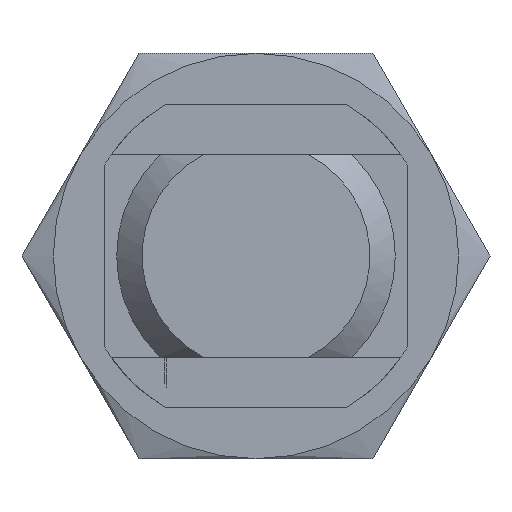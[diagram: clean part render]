
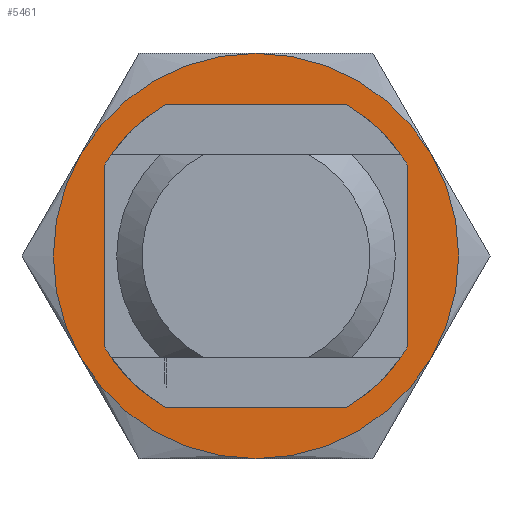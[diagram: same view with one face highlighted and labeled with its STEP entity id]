
A CAD part, left-side view. The second image highlights one B-rep face of the part: STEP entity #5461.
In plain terms, the highlighted planar face has unit normal (-1, 0, 0).
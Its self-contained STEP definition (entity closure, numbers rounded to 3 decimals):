
#5047=CARTESIAN_POINT('',(-0.,0.,16.));
#5048=VERTEX_POINT('',#5047);
#5094=CARTESIAN_POINT('',(-0.,13.856,8.));
#5095=VERTEX_POINT('',#5094);
#5141=CARTESIAN_POINT('',(-0.,-13.856,8.));
#5142=VERTEX_POINT('',#5141);
#5243=CARTESIAN_POINT('',(0.,-0.,-11.));
#5244=VERTEX_POINT('',#5243);
#5251=CARTESIAN_POINT('',(0.,0.,11.));
#5252=VERTEX_POINT('',#5251);
#5253=CARTESIAN_POINT('',(0.,0.,0.));
#5254=DIRECTION('',(1.,0.,-0.));
#5255=DIRECTION('',(0.,0.,1.));
#5256=AXIS2_PLACEMENT_3D('',#5253,#5254,#5255);
#5257=CIRCLE('',#5256,11.);
#5258=EDGE_CURVE('',#5252,#5244,#5257,.T.);
#5365=CARTESIAN_POINT('',(0.,0.,0.));
#5366=DIRECTION('',(1.,0.,-0.));
#5367=DIRECTION('',(-0.,0.,-1.));
#5368=AXIS2_PLACEMENT_3D('',#5365,#5366,#5367);
#5369=CIRCLE('',#5368,16.);
#5370=EDGE_CURVE('',#5048,#5142,#5369,.T.);
#5380=CARTESIAN_POINT('',(0.,0.,0.));
#5381=DIRECTION('',(1.,0.,-0.));
#5382=DIRECTION('',(-0.,0.,-1.));
#5383=AXIS2_PLACEMENT_3D('',#5380,#5381,#5382);
#5384=CIRCLE('',#5383,16.);
#5385=EDGE_CURVE('',#5095,#5048,#5384,.T.);
#5397=CARTESIAN_POINT('',(-0.,13.856,-8.));
#5398=VERTEX_POINT('',#5397);
#5399=CARTESIAN_POINT('',(0.,0.,0.));
#5400=DIRECTION('',(1.,0.,-0.));
#5401=DIRECTION('',(-0.,0.,-1.));
#5402=AXIS2_PLACEMENT_3D('',#5399,#5400,#5401);
#5403=CIRCLE('',#5402,16.);
#5404=EDGE_CURVE('',#5398,#5095,#5403,.T.);
#5416=CARTESIAN_POINT('',(0.,0.,0.));
#5417=DIRECTION('',(1.,0.,0.));
#5418=DIRECTION('',(0.,0.,-1.));
#5419=AXIS2_PLACEMENT_3D('',#5416,#5417,#5418);
#5420=PLANE('',#5419);
#5421=ORIENTED_EDGE('',*,*,#5404,.F.);
#5422=CARTESIAN_POINT('',(0.,0.,-16.));
#5423=VERTEX_POINT('',#5422);
#5424=CARTESIAN_POINT('',(0.,0.,0.));
#5425=DIRECTION('',(1.,0.,-0.));
#5426=DIRECTION('',(-0.,0.,-1.));
#5427=AXIS2_PLACEMENT_3D('',#5424,#5425,#5426);
#5428=CIRCLE('',#5427,16.);
#5429=EDGE_CURVE('',#5423,#5398,#5428,.T.);
#5430=ORIENTED_EDGE('',*,*,#5429,.F.);
#5431=CARTESIAN_POINT('',(-0.,-13.856,-8.));
#5432=VERTEX_POINT('',#5431);
#5433=CARTESIAN_POINT('',(0.,0.,0.));
#5434=DIRECTION('',(1.,0.,-0.));
#5435=DIRECTION('',(-0.,0.,-1.));
#5436=AXIS2_PLACEMENT_3D('',#5433,#5434,#5435);
#5437=CIRCLE('',#5436,16.);
#5438=EDGE_CURVE('',#5432,#5423,#5437,.T.);
#5439=ORIENTED_EDGE('',*,*,#5438,.F.);
#5440=CARTESIAN_POINT('',(0.,0.,0.));
#5441=DIRECTION('',(1.,0.,-0.));
#5442=DIRECTION('',(-0.,0.,-1.));
#5443=AXIS2_PLACEMENT_3D('',#5440,#5441,#5442);
#5444=CIRCLE('',#5443,16.);
#5445=EDGE_CURVE('',#5142,#5432,#5444,.T.);
#5446=ORIENTED_EDGE('',*,*,#5445,.F.);
#5447=ORIENTED_EDGE('',*,*,#5370,.F.);
#5448=ORIENTED_EDGE('',*,*,#5385,.F.);
#5449=EDGE_LOOP('',(#5421,#5430,#5439,#5446,#5447,#5448));
#5450=FACE_BOUND('',#5449,.T.);
#5451=CARTESIAN_POINT('',(0.,0.,0.));
#5452=DIRECTION('',(1.,0.,-0.));
#5453=DIRECTION('',(0.,0.,1.));
#5454=AXIS2_PLACEMENT_3D('',#5451,#5452,#5453);
#5455=CIRCLE('',#5454,11.);
#5456=EDGE_CURVE('',#5244,#5252,#5455,.T.);
#5457=ORIENTED_EDGE('',*,*,#5456,.T.);
#5458=ORIENTED_EDGE('',*,*,#5258,.T.);
#5459=EDGE_LOOP('',(#5457,#5458));
#5460=FACE_BOUND('',#5459,.T.);
#5461=ADVANCED_FACE('',(#5450,#5460),#5420,.F.);
